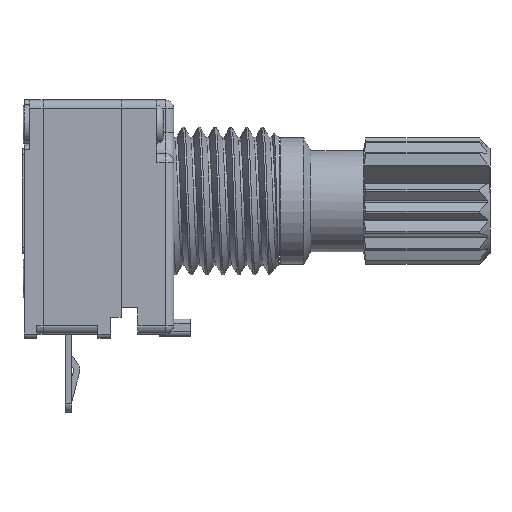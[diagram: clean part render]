
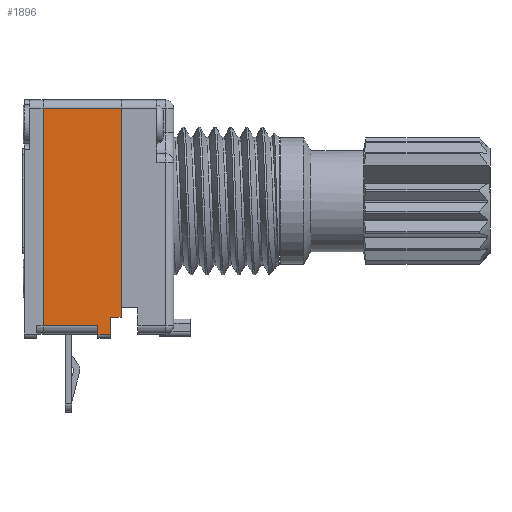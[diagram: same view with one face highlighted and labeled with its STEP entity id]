
A CAD part, left-side view. The second image highlights one B-rep face of the part: STEP entity #1896.
In plain terms, the highlighted planar face has unit normal (-1, 0, 0).
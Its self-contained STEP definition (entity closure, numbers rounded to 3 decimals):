
#1896=ADVANCED_FACE('',(#5902),#5904,.T.);
#5902=FACE_BOUND('',#5903,.T.);
#5903=EDGE_LOOP('',(#7506,#7507,#7508,#7509,#7510,#7511,#7512,#7513));
#5904=PLANE('',#5905);
#5905=AXIS2_PLACEMENT_3D('',#5906,#5907,#5908);
#5906=CARTESIAN_POINT('',(-4.75,0.,0.));
#5907=DIRECTION('',(-1.,0.,0.));
#5908=DIRECTION('',(0.,0.,-1.));
#7506=ORIENTED_EDGE('',*,*,#8427,.T.);
#7507=ORIENTED_EDGE('',*,*,#8428,.T.);
#7508=ORIENTED_EDGE('',*,*,#8429,.T.);
#7509=ORIENTED_EDGE('',*,*,#8423,.F.);
#7510=ORIENTED_EDGE('',*,*,#8430,.T.);
#7511=ORIENTED_EDGE('',*,*,#8431,.T.);
#7512=ORIENTED_EDGE('',*,*,#8432,.T.);
#7513=ORIENTED_EDGE('',*,*,#8433,.T.);
#8423=EDGE_CURVE('',#9385,#9387,#9388,.T.);
#8427=EDGE_CURVE('',#9394,#9395,#9396,.T.);
#8428=EDGE_CURVE('',#9395,#9397,#9398,.T.);
#8429=EDGE_CURVE('',#9397,#9387,#9399,.T.);
#8430=EDGE_CURVE('',#9385,#9400,#9401,.T.);
#8431=EDGE_CURVE('',#9400,#9402,#9403,.T.);
#8432=EDGE_CURVE('',#9402,#9404,#9405,.T.);
#8433=EDGE_CURVE('',#9404,#9394,#9406,.T.);
#9385=VERTEX_POINT('',#13622);
#9387=VERTEX_POINT('',#13626);
#9388=LINE('',#13627,#13628);
#9394=VERTEX_POINT('',#13643);
#9395=VERTEX_POINT('',#13644);
#9396=LINE('',#13645,#13646);
#9397=VERTEX_POINT('',#13648);
#9398=LINE('',#13649,#13650);
#9399=LINE('',#13652,#13653);
#9400=VERTEX_POINT('',#13655);
#9401=LINE('',#13656,#13657);
#9402=VERTEX_POINT('',#13659);
#9403=LINE('',#13660,#13661);
#9404=VERTEX_POINT('',#13663);
#9405=LINE('',#13664,#13665);
#9406=LINE('',#13667,#13668);
#13622=CARTESIAN_POINT('',(-4.75,3.,1.));
#13626=CARTESIAN_POINT('',(-4.75,3.,0.2));
#13627=CARTESIAN_POINT('',(-4.75,3.,1.));
#13628=VECTOR('',#13629,1.);
#13629=DIRECTION('',(0.,0.,-1.));
#13643=CARTESIAN_POINT('',(-4.75,6.2,0.6));
#13644=CARTESIAN_POINT('',(-4.75,3.6,0.6));
#13645=CARTESIAN_POINT('',(-4.75,6.2,0.6));
#13646=VECTOR('',#13647,1.);
#13647=DIRECTION('',(0.,-1.,0.));
#13648=CARTESIAN_POINT('',(-4.75,3.6,0.2));
#13649=CARTESIAN_POINT('',(-4.75,3.6,0.6));
#13650=VECTOR('',#13651,1.);
#13651=DIRECTION('',(0.,0.,-1.));
#13652=CARTESIAN_POINT('',(-4.75,3.6,0.2));
#13653=VECTOR('',#13654,1.);
#13654=DIRECTION('',(0.,-1.,0.));
#13655=CARTESIAN_POINT('',(-4.75,2.5,1.));
#13656=CARTESIAN_POINT('',(-4.75,3.,1.));
#13657=VECTOR('',#13658,1.);
#13658=DIRECTION('',(0.,-1.,0.));
#13659=CARTESIAN_POINT('',(-4.75,2.5,10.9));
#13660=CARTESIAN_POINT('',(-4.75,2.5,1.));
#13661=VECTOR('',#13662,1.);
#13662=DIRECTION('',(0.,0.,1.));
#13663=CARTESIAN_POINT('',(-4.75,6.2,10.9));
#13664=CARTESIAN_POINT('',(-4.75,2.5,10.9));
#13665=VECTOR('',#13666,1.);
#13666=DIRECTION('',(0.,1.,0.));
#13667=CARTESIAN_POINT('',(-4.75,6.2,10.9));
#13668=VECTOR('',#13669,1.);
#13669=DIRECTION('',(0.,0.,-1.));
